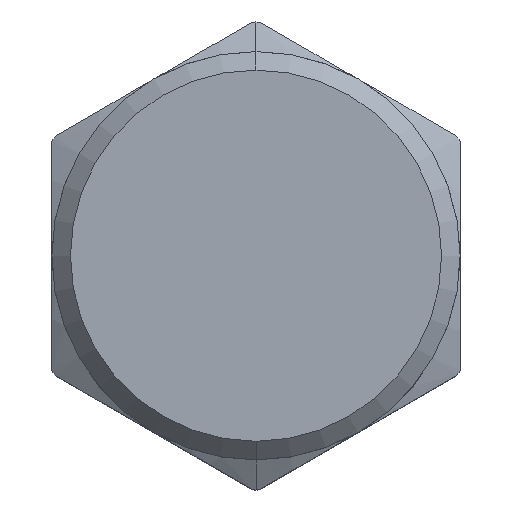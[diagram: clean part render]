
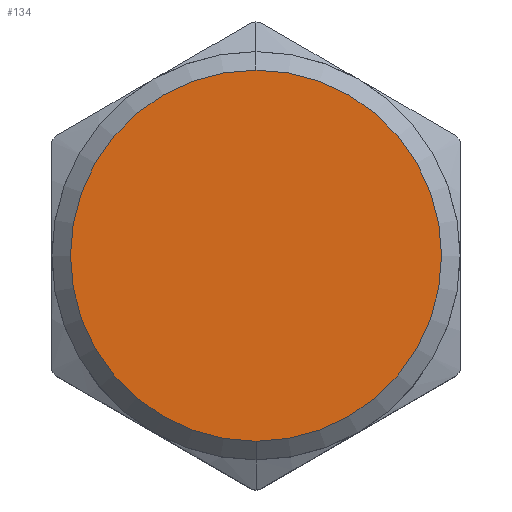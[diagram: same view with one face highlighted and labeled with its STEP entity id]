
A CAD part, top view. The second image highlights one B-rep face of the part: STEP entity #134.
In plain terms, the highlighted planar face has unit normal (0, 0, 1).
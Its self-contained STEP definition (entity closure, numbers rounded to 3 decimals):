
#134=ADVANCED_FACE('',(#263),#264,.T.);
#263=FACE_OUTER_BOUND('',#383,.T.);
#264=PLANE('',#384);
#383=EDGE_LOOP('',(#698,#699));
#384=AXIS2_PLACEMENT_3D('',#700,#701,#702);
#698=ORIENTED_EDGE('',*,*,#708,.T.);
#699=ORIENTED_EDGE('',*,*,#823,.T.);
#700=CARTESIAN_POINT('',(0.,-5.0,15.0));
#701=DIRECTION('',(0.0,0.0,1.0));
#702=DIRECTION('',(0.,-1.0,0.0));
#708=EDGE_CURVE('',#828,#832,#834,.T.);
#823=EDGE_CURVE('',#832,#828,#995,.T.);
#828=VERTEX_POINT('',#1000);
#832=VERTEX_POINT('',#1005);
#834=CIRCLE('',#1008,10.0);
#995=CIRCLE('',#1309,10.0);
#1000=CARTESIAN_POINT('',(0.,-10.0,15.0));
#1005=CARTESIAN_POINT('',(0.,10.0,15.0));
#1008=AXIS2_PLACEMENT_3D('',#1317,#1318,#1319);
#1309=AXIS2_PLACEMENT_3D('',#1457,#1458,#1459);
#1317=CARTESIAN_POINT('',(0.,0.0,15.0));
#1318=DIRECTION('',(0.0,0.0,1.0));
#1319=DIRECTION('',(0.,-1.0,0.0));
#1457=CARTESIAN_POINT('',(0.,0.0,15.0));
#1458=DIRECTION('',(0.0,0.0,1.0));
#1459=DIRECTION('',(0.,-1.0,0.0));
